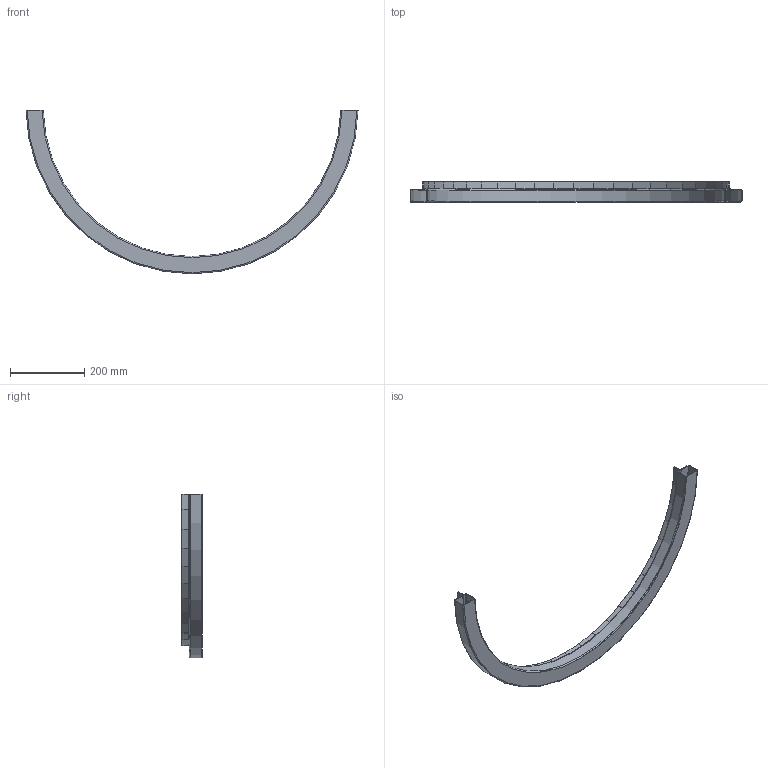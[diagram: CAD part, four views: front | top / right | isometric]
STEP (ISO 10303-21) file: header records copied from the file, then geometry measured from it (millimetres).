
FILE_DESCRIPTION(/* description */ (''),/* implementation_level */ '2;1');
FILE_NAME(/* name */ 'W6-part_25_no fori.stp',/* time_stamp */ '2015-04-10T17:00:26+02:00',/* author */ (''),/* organization */ (''),/* preprocessor_version */ 'ST-DEVELOPER v15',/* originating_system */ 'SIEMENS PLM Software NX 8.5',/* authorisation */ '');
FILE_SCHEMA (('AP203_CONFIGURATION_CONTROLLED_3D_DESIGN_OF_MECHANICAL_PARTS_AND_ASSEMBLIES_MIM_LF { 1 0 10303 403 2 1 2}'));
Length unit declared in the file: millimetre
Products named in the file (1): turc0EF8EEE3l0sa
Bounding box: 896.91 x 55 x 442 mm (x, y, z)
Volume: 496927 mm3; surface area: 502845 mm2
Topology: 1 solids, 1 shells, 398 faces, 962 edges, 564 vertices
Faces by surface type: cylinder 192, plane 106, torus 54, sphere 46
Entity records: 11805 total; most frequent: CARTESIAN_POINT 2204, DIRECTION 2178, ORIENTED_EDGE 1916, EDGE_CURVE 958, AXIS2_PLACEMENT_3D 837, VERTEX_POINT 562, LINE 504, VECTOR 504
